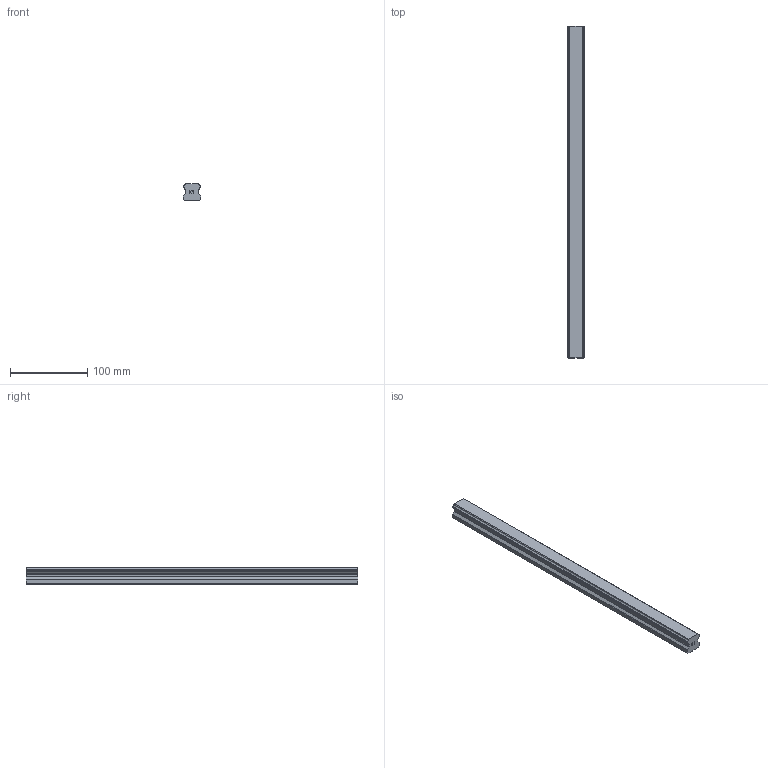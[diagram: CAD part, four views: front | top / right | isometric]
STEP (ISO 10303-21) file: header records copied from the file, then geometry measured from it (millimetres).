
FILE_DESCRIPTION(('STEP AP214'),'1');
FILE_NAME('cctmp_1BA906B7-8594-469A-9E39-DE5702D452C8_2021_01_25_14_32_38_0981..stp','2021-01-25T13:32:39',('HIWIN GmbH'),('CADClick - www.CADClick.com'),'Spatial InterOp 3D',' ','unknown authorization');
FILE_SCHEMA(('AUTOMOTIVE_DESIGN'));
Length unit declared in the file: millimetre
Products named in the file (1): HGR25T430C_FILE
Bounding box: 23 x 430 x 22 mm (x, y, z)
Volume: 185956.5 mm3; surface area: 41532.7 mm2
Topology: 1 solids, 1 shells, 160 faces, 469 edges, 301 vertices
Faces by surface type: plane 110, cylinder 36, cone 14
Entity records: 6515 total; most frequent: CARTESIAN_POINT 917, ORIENTED_EDGE 910, DIRECTION 905, EDGE_CURVE 455, LINE 327, VECTOR 327, VERTEX_POINT 301, AXIS2_PLACEMENT_3D 289
